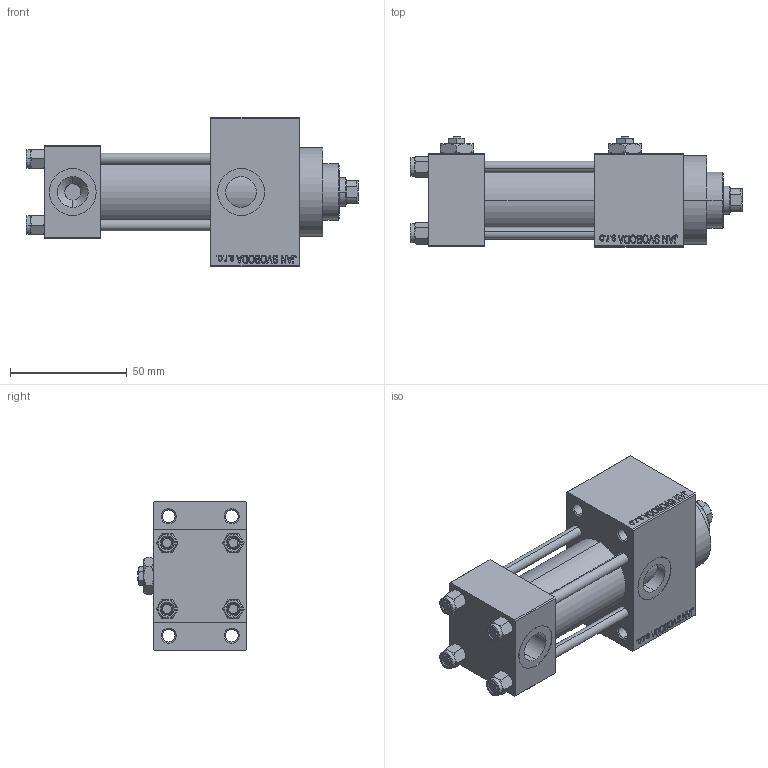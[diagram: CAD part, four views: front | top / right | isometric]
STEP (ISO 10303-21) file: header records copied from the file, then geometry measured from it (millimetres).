
FILE_DESCRIPTION (( 'STEP AP203' ), '1' );
FILE_NAME ('3204.STEP', '2025-10-30T07:38:14', ( '' ), ( '' ), 'SwSTEP 2.0', 'SolidWorks 2019', '' );
FILE_SCHEMA (( 'CONFIG_CONTROL_DESIGN' ));
Length unit declared in the file: millimetre
Products named in the file (7): 3204; NUT_M5_D be5fbf89a220966a456a3eaa78dfa45d; V215CR_VCP_D be5fbf89a220966a456a3eaa78dfa45d; V215_VC_A be5fbf89a220966a456a3eaa78dfa45d; Zatka_pro_OIL_PORT be5fbf89a220966a456a3eaa78dfa45d; V215CR_D_TYCINKA be5fbf89a220966a456a3eaa78dfa45d; V215CR_D_Body be5fbf89a220966a456a3eaa78dfa45d
Assembly tree (13 placements, depth 2):
  3204
    V215CR_D_Body be5fbf89a220966a456a3eaa78dfa45d
    V215CR_VCP_D be5fbf89a220966a456a3eaa78dfa45d
    NUT_M5_D be5fbf89a220966a456a3eaa78dfa45d  x4
    V215CR_D_TYCINKA be5fbf89a220966a456a3eaa78dfa45d  x4
    V215_VC_A be5fbf89a220966a456a3eaa78dfa45d
    Zatka_pro_OIL_PORT be5fbf89a220966a456a3eaa78dfa45d  x2
Bounding box: 142 x 47 x 64 mm (x, y, z)
Volume: 174213.6 mm3; surface area: 63314.7 mm2
Topology: 13 solids, 13 shells, 1202 faces, 2964 edges, 1905 vertices
Faces by surface type: plane 542, bspline 368, cone 184, cylinder 100, torus 8
Entity records: 49047 total; most frequent: CARTESIAN_POINT 25626, ORIENTED_EDGE 5228, DIRECTION 3422, EDGE_CURVE 2614, VERTEX_POINT 1703, VECTOR 1544, LINE 1544, EDGE_LOOP 1179
